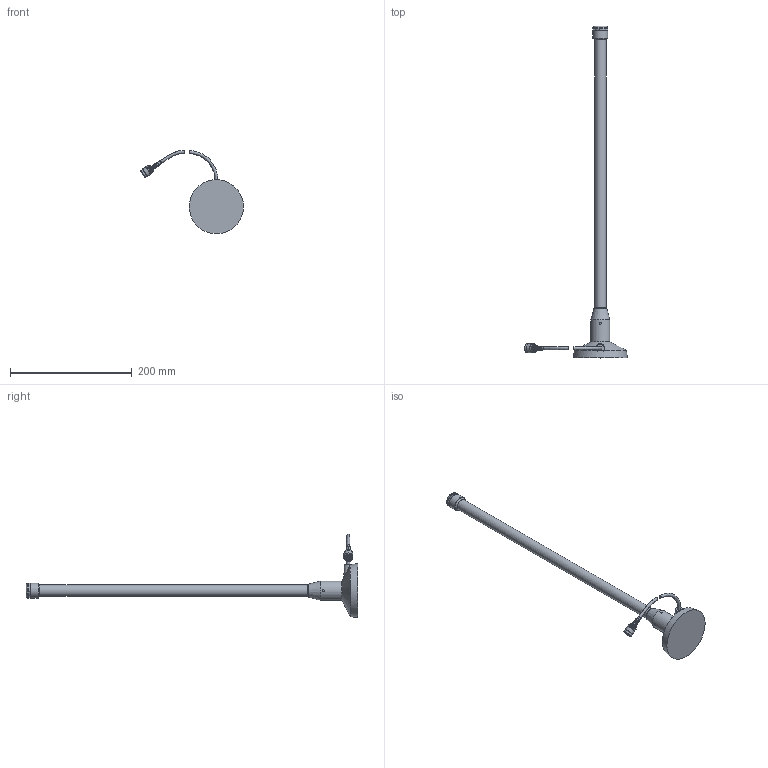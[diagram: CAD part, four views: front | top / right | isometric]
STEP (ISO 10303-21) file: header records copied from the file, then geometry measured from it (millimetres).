
FILE_DESCRIPTION (( 'STEP AP214' ), '1' );
FILE_NAME ('RE09U-RTP.STEP', '2018-04-03T12:31:25', ( '' ), ( '' ), 'SwSTEP 2.0', 'SolidWorks 2017', '' );
FILE_SCHEMA (( 'AUTOMOTIVE_DESIGN' ));
Length unit declared in the file: millimetre
Products named in the file (9): RE09U-RTP; HMA3-XXXARTP; ARTP-1708; ARTP-1708-MA3; ARTP-1708-MA1; HEATSH-HEX_stepd_195Black; 8 Foot-195_Black; HMA3-XXXAYY_BASE; HG2409U
Assembly tree (8 placements, depth 4):
  RE09U-RTP
    HG2409U
    HMA3-XXXARTP
      HMA3-XXXAYY_BASE
      8 Foot-195_Black
      HEATSH-HEX_stepd_195Black
      ARTP-1708
        ARTP-1708-MA1
        ARTP-1708-MA3
Bounding box: 168.93 x 545.09 x 137.07 mm (x, y, z)
Volume: 285266.5 mm3; surface area: 61046.7 mm2
Topology: 8 solids, 8 shells, 260 faces, 553 edges, 336 vertices
Faces by surface type: plane 114, cylinder 75, cone 50, torus 10, sphere 6, bspline 5
Full cylindrical faces by diameter (mm): 0.6 x2, 1 x1, 1.312 x1, 1.4 x1, 1.561 x1, 1.65 x1, 1.8 x1, 2.1 x2, 2.159 x1, 2.4 x1, 2.946 x4, 2.98 x1, 3.12 x1, 4.2 x2, 4.5 x2, 4.953 x1, 5.08 x1, 5.588 x1, 6.98 x1, 7.112 x1, 8 x1, 8.636 x1, 9.5 x1, 11 x1, 11.633 x1, 13.386 x1, 13.538 x1, 14.5 x2, 15 x1, 15.428 x1
Entity records: 8919 total; most frequent: CARTESIAN_POINT 2115, DIRECTION 1148, ORIENTED_EDGE 852, AXIS2_PLACEMENT_3D 499, EDGE_CURVE 426, EDGE_LOOP 398, FACE_OUTER_BOUND 319, VERTEX_POINT 314
